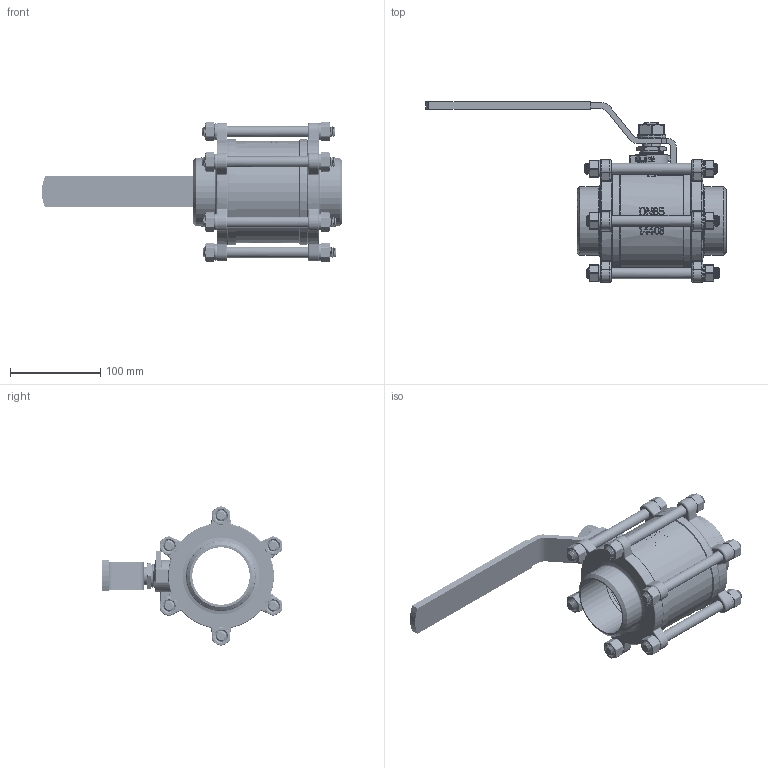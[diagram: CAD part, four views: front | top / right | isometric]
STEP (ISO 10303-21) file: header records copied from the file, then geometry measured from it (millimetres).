
FILE_DESCRIPTION((''),'2;1');
FILE_NAME('PMP-913-65_ASM','2014-03-22T',('Administrator'),(''),'PRO/ENGINEER BY PARAMETRIC TECHNOLOGY CORPORATION, 2007170','PRO/ENGINEER BY PARAMETRIC TECHNOLOGY CORPORATION, 2007170','');
FILE_SCHEMA(('CONFIG_CONTROL_DESIGN'));
Length unit declared in the file: millimetre
Products named in the file (49): 90651; 90656; 91652-3; 90654; 90657; 90655; 90653; 90658B; 90658A; 90659; 846510; 846511; 90656_1; 91652-3_1; 90654_1; 906515; 906515_1; 906515_2; 906515_3; 906515_4; 906515_5; 842510; 842510_1; 842510_2; 842510_3; 842510_4; 842510_5; 842510_6; 842510_7; 842510_8; 842510_9; 842510_10; 842510_11; 906514; 906514_1; 906514_2; 906514_3; 906514_4; 906514_5; 906514_6 ...
Assembly tree (48 placements, depth 3):
  PMP-913-65_ASM
    9165ZH-3_ASM_ASM
      90651
      90656
      91652-3
      90654
      90657
      90655
      90653
      90658B
      90658A
      90659
      846510
      846511
      90656_1
      91652-3_1
      90654_1
      906515
      906515_1
      906515_2
      906515_3
      906515_4
      906515_5
      842510
      842510_1
      842510_2
      842510_3
      842510_4
      842510_5
      842510_6
      842510_7
      842510_8
      842510_9
      842510_10
      842510_11
      906514
      906514_1
      906514_2
      906514_3
      906514_4
      906514_5
      906514_6
      906514_7
      906514_8
      906514_9
      906514_10
      906514_11
    84-65-12
    846520
Bounding box: 332.5 x 199.86 x 154.95 mm (x, y, z)
Volume: 734059.2 mm3; surface area: 369804 mm2
Topology: 38 solids, 55 shells, 2930 faces, 8234 edges, 5398 vertices
Faces by surface type: cylinder 1117, plane 1025, bspline 328, cone 222, torus 212, sphere 25, revolution 1
Entity records: 159005 total; most frequent: CARTESIAN_POINT 87408, ORIENTED_EDGE 16263, DIRECTION 12821, EDGE_CURVE 8183, VERTEX_POINT 5396, AXIS2_PLACEMENT_3D 4837, VECTOR 3146, LINE 3146
